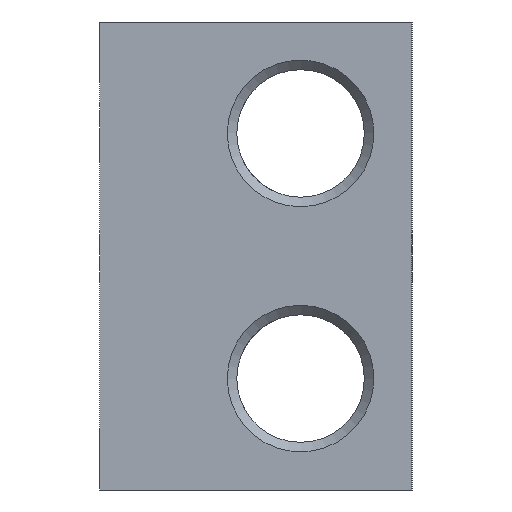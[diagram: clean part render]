
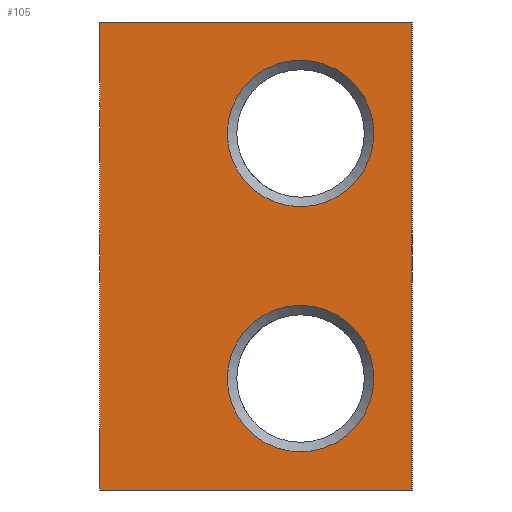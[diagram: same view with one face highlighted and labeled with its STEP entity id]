
A CAD part, left-side view. The second image highlights one B-rep face of the part: STEP entity #105.
In plain terms, the highlighted planar face has unit normal (-1, 0, 0).
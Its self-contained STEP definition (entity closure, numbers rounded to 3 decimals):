
#105 = ADVANCED_FACE( '', ( #226, #227, #228 ), #229, .F. );
#226 = FACE_BOUND( '', #374, .T. );
#227 = FACE_BOUND( '', #375, .T. );
#228 = FACE_OUTER_BOUND( '', #376, .T. );
#229 = PLANE( '', #377 );
#374 = EDGE_LOOP( '', ( #615 ) );
#375 = EDGE_LOOP( '', ( #616 ) );
#376 = EDGE_LOOP( '', ( #617, #618, #619, #620 ) );
#377 = AXIS2_PLACEMENT_3D( '', #621, #622, #623 );
#615 = ORIENTED_EDGE( '', *, *, #716, .F. );
#616 = ORIENTED_EDGE( '', *, *, #764, .F. );
#617 = ORIENTED_EDGE( '', *, *, #752, .F. );
#618 = ORIENTED_EDGE( '', *, *, #760, .F. );
#619 = ORIENTED_EDGE( '', *, *, #756, .F. );
#620 = ORIENTED_EDGE( '', *, *, #762, .F. );
#621 = CARTESIAN_POINT( '', ( 0., 0., 0. ) );
#622 = DIRECTION( '', ( 1., 0., 0. ) );
#623 = DIRECTION( '', ( 0., 0., -1. ) );
#716 = EDGE_CURVE( '', #803, #803, #804, .T. );
#752 = EDGE_CURVE( '', #869, #870, #871, .T. );
#756 = EDGE_CURVE( '', #877, #878, #879, .T. );
#760 = EDGE_CURVE( '', #878, #869, #885, .T. );
#762 = EDGE_CURVE( '', #870, #877, #887, .T. );
#764 = EDGE_CURVE( '', #889, #889, #890, .T. );
#803 = VERTEX_POINT( '', #995 );
#804 = CIRCLE( '', #996, 6.579 );
#869 = VERTEX_POINT( '', #1481 );
#870 = VERTEX_POINT( '', #1482 );
#871 = LINE( '', #1483, #1484 );
#877 = VERTEX_POINT( '', #1493 );
#878 = VERTEX_POINT( '', #1494 );
#879 = LINE( '', #1495, #1496 );
#885 = LINE( '', #1505, #1506 );
#887 = LINE( '', #1509, #1510 );
#889 = VERTEX_POINT( '', #1513 );
#890 = CIRCLE( '', #1514, 6.579 );
#995 = CARTESIAN_POINT( '', ( 0., -18., -4.422 ) );
#996 = AXIS2_PLACEMENT_3D( '', #1571, #1572, #1573 );
#1481 = CARTESIAN_POINT( '', ( 0., 0., -21. ) );
#1482 = CARTESIAN_POINT( '', ( 0., 0., 21. ) );
#1483 = CARTESIAN_POINT( '', ( 0., 0., -21. ) );
#1484 = VECTOR( '', #1644, 1000. );
#1493 = CARTESIAN_POINT( '', ( 0., -28., 21. ) );
#1494 = CARTESIAN_POINT( '', ( 0., -28., -21. ) );
#1495 = CARTESIAN_POINT( '', ( 0., -28., 21. ) );
#1496 = VECTOR( '', #1648, 1000. );
#1505 = CARTESIAN_POINT( '', ( 0., -28., -21. ) );
#1506 = VECTOR( '', #1652, 1000. );
#1509 = CARTESIAN_POINT( '', ( 0., 0., 21. ) );
#1510 = VECTOR( '', #1654, 1000. );
#1513 = CARTESIAN_POINT( '', ( 0., -18., 17.579 ) );
#1514 = AXIS2_PLACEMENT_3D( '', #1656, #1657, #1658 );
#1571 = CARTESIAN_POINT( '', ( 0., -18., -11. ) );
#1572 = DIRECTION( '', ( -1., 0., 0. ) );
#1573 = DIRECTION( '', ( 0., 0., 1. ) );
#1644 = DIRECTION( '', ( 0., 0., 1. ) );
#1648 = DIRECTION( '', ( 0., 0., -1. ) );
#1652 = DIRECTION( '', ( 0., 1., 0. ) );
#1654 = DIRECTION( '', ( 0., -1., 0. ) );
#1656 = CARTESIAN_POINT( '', ( 0., -18., 11. ) );
#1657 = DIRECTION( '', ( -1., 0., 0. ) );
#1658 = DIRECTION( '', ( 0., 0., 1. ) );
